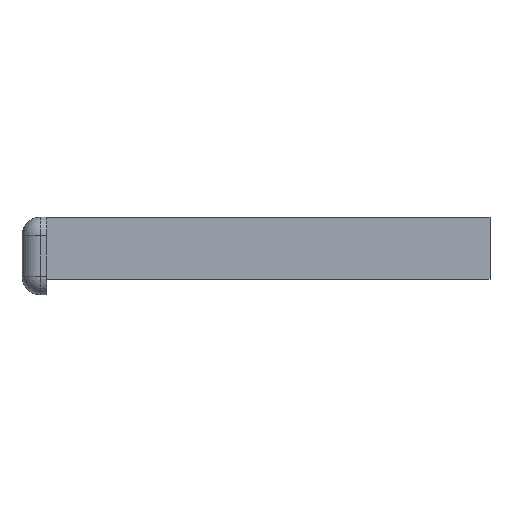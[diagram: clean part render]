
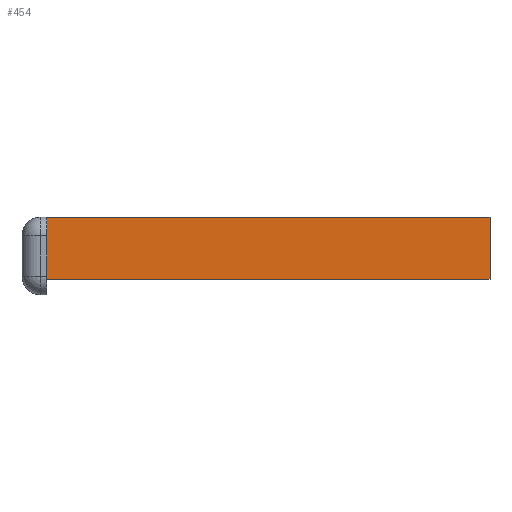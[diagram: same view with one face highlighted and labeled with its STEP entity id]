
A CAD part, front view. The second image highlights one B-rep face of the part: STEP entity #454.
In plain terms, the highlighted planar face has unit normal (0, -1, 0).
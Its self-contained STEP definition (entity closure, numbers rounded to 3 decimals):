
#22 = VERTEX_POINT('',#23);
#23 = CARTESIAN_POINT('',(-142.5,-64.75,0.));
#31 = EDGE_CURVE('',#22,#32,#34,.T.);
#32 = VERTEX_POINT('',#33);
#33 = CARTESIAN_POINT('',(-142.5,-64.75,-20.));
#34 = LINE('',#35,#36);
#35 = CARTESIAN_POINT('',(-142.5,-64.75,0.));
#36 = VECTOR('',#37,1.);
#37 = DIRECTION('',(-0.,0.,-1.));
#95 = EDGE_CURVE('',#22,#96,#98,.T.);
#96 = VERTEX_POINT('',#97);
#97 = CARTESIAN_POINT('',(0.,-64.75,0.));
#98 = LINE('',#99,#100);
#99 = CARTESIAN_POINT('',(-142.5,-64.75,0.));
#100 = VECTOR('',#101,1.);
#101 = DIRECTION('',(1.,0.,0.));
#454 = ADVANCED_FACE('',(#455),#473,.T.);
#455 = FACE_BOUND('',#456,.T.);
#456 = EDGE_LOOP('',(#457,#458,#459,#467));
#457 = ORIENTED_EDGE('',*,*,#95,.F.);
#458 = ORIENTED_EDGE('',*,*,#31,.T.);
#459 = ORIENTED_EDGE('',*,*,#460,.F.);
#460 = EDGE_CURVE('',#461,#32,#463,.T.);
#461 = VERTEX_POINT('',#462);
#462 = CARTESIAN_POINT('',(0.,-64.75,-20.));
#463 = LINE('',#464,#465);
#464 = CARTESIAN_POINT('',(142.5,-64.75,-20.));
#465 = VECTOR('',#466,1.);
#466 = DIRECTION('',(-1.,0.,0.));
#467 = ORIENTED_EDGE('',*,*,#468,.F.);
#468 = EDGE_CURVE('',#96,#461,#469,.T.);
#469 = LINE('',#470,#471);
#470 = CARTESIAN_POINT('',(0.,-64.75,-192.569));
#471 = VECTOR('',#472,1.);
#472 = DIRECTION('',(0.,0.,-1.));
#473 = PLANE('',#474);
#474 = AXIS2_PLACEMENT_3D('',#475,#476,#477);
#475 = CARTESIAN_POINT('',(0.,-64.75,-10.));
#476 = DIRECTION('',(-0.,-1.,-0.));
#477 = DIRECTION('',(0.,0.,-1.));
